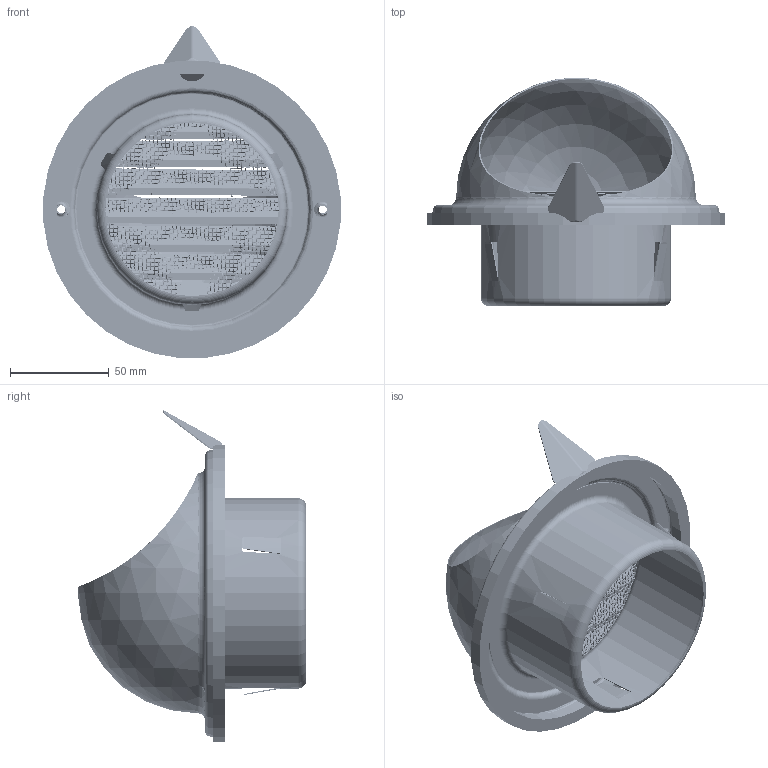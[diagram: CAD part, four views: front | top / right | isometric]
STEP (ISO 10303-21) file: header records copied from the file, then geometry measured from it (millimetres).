
FILE_DESCRIPTION (( 'STEP AP203' ), '1' );
FILE_NAME ('D579311.STEP', '2022-06-13T11:41:39', ( '' ), ( '' ), 'SwSTEP 2.0', 'SolidWorks 2021', '' );
FILE_SCHEMA (( 'CONFIG_CONTROL_DESIGN' ));
Length unit declared in the file: millimetre
Products named in the file (1): D579311
Bounding box: 150.44 x 115.8 x 168.06 mm (x, y, z)
Surface area: 135490.5 mm2 (no closed solid volume)
Topology: 0 solids, 951 shells, 7822 faces, 21692 edges, 13119 vertices
Faces by surface type: torus 7670, cylinder 67, plane 56, cone 14, bspline 11, sphere 4
Entity records: 276204 total; most frequent: CARTESIAN_POINT 79113, DIRECTION 48532, ORIENTED_EDGE 35464, AXIS2_PLACEMENT_3D 24184, EDGE_CURVE 21689, CIRCLE 16372, VERTEX_POINT 13119, EDGE_LOOP 7852
